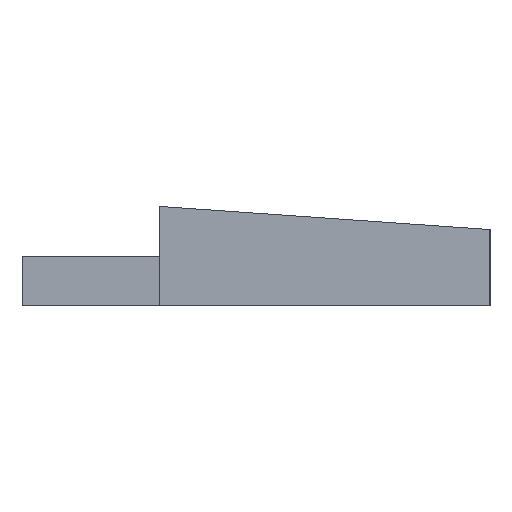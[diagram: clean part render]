
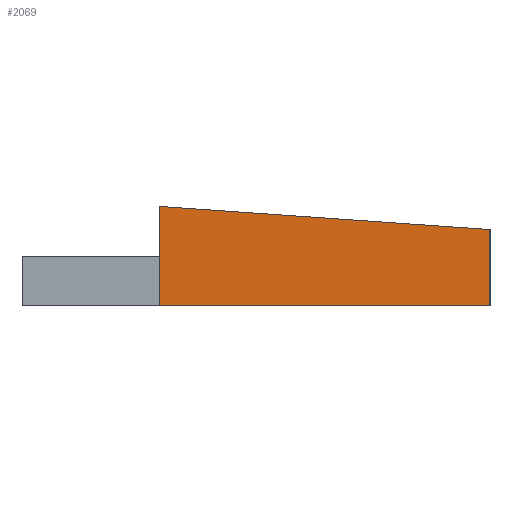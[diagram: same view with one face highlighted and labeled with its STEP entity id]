
A CAD part, left-side view. The second image highlights one B-rep face of the part: STEP entity #2069.
In plain terms, the highlighted planar face has unit normal (-1, 0, 0).
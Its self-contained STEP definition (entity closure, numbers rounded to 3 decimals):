
#159=PLANE('',#2250);
#267=FACE_OUTER_BOUND('',#413,.T.);
#413=EDGE_LOOP('',(#1933,#1934,#1935,#1936));
#631=LINE('',#3341,#865);
#639=LINE('',#3359,#873);
#644=LINE('',#3366,#878);
#648=LINE('',#3375,#882);
#865=VECTOR('',#2760,10.);
#873=VECTOR('',#2774,10.);
#878=VECTOR('',#2781,10.);
#882=VECTOR('',#2795,10.);
#1097=VERTEX_POINT('',#3338);
#1098=VERTEX_POINT('',#3340);
#1104=VERTEX_POINT('',#3356);
#1105=VERTEX_POINT('',#3358);
#1367=EDGE_CURVE('',#1098,#1097,#631,.T.);
#1375=EDGE_CURVE('',#1105,#1104,#639,.T.);
#1380=EDGE_CURVE('',#1097,#1105,#644,.T.);
#1384=EDGE_CURVE('',#1098,#1104,#648,.T.);
#1933=ORIENTED_EDGE('',*,*,#1375,.T.);
#1934=ORIENTED_EDGE('',*,*,#1384,.F.);
#1935=ORIENTED_EDGE('',*,*,#1367,.T.);
#1936=ORIENTED_EDGE('',*,*,#1380,.T.);
#2069=ADVANCED_FACE('',(#267),#159,.T.);
#2250=AXIS2_PLACEMENT_3D('',#3374,#2793,#2794);
#2760=DIRECTION('',(0.,-1.,0.));
#2774=DIRECTION('',(0.,0.998,0.07));
#2781=DIRECTION('',(0.,0.,1.));
#2793=DIRECTION('center_axis',(-1.,0.,0.));
#2794=DIRECTION('ref_axis',(0.,-1.,0.));
#2795=DIRECTION('',(0.,0.,1.));
#3338=CARTESIAN_POINT('',(0.,0.,0.));
#3340=CARTESIAN_POINT('',(0.,50.,0.));
#3341=CARTESIAN_POINT('',(0.,50.,0.));
#3356=CARTESIAN_POINT('',(0.,50.,15.));
#3358=CARTESIAN_POINT('',(0.,0.,11.504));
#3359=CARTESIAN_POINT('',(0.,49.478,14.964));
#3366=CARTESIAN_POINT('',(0.,0.,0.));
#3374=CARTESIAN_POINT('Origin',(0.,50.,0.));
#3375=CARTESIAN_POINT('',(0.,50.,0.));
